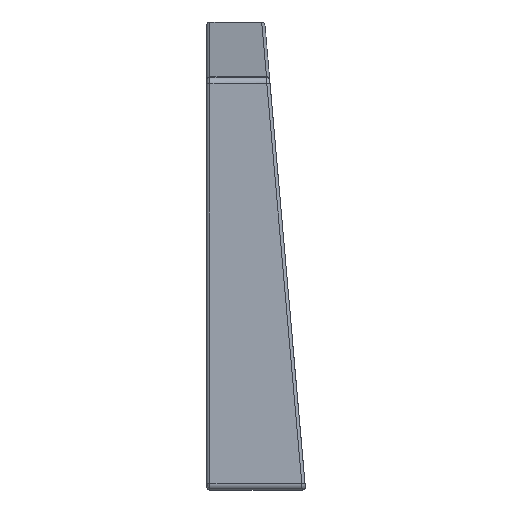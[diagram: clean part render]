
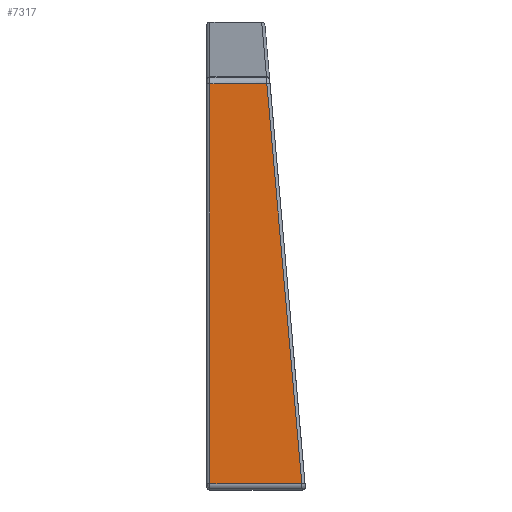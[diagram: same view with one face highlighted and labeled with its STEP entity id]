
A CAD part, left-side view. The second image highlights one B-rep face of the part: STEP entity #7317.
In plain terms, the highlighted planar face has unit normal (-1, 0, 0).
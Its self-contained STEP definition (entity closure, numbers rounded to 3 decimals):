
#232=PLANE('',#8080);
#759=FACE_OUTER_BOUND('',#1206,.T.);
#1206=EDGE_LOOP('',(#6550,#6551,#6552,#6553));
#1916=LINE('',#12366,#2627);
#1918=LINE('',#12396,#2629);
#1920=LINE('',#12402,#2631);
#1921=LINE('',#12403,#2632);
#2627=VECTOR('',#10148,10.);
#2629=VECTOR('',#10166,10.);
#2631=VECTOR('',#10172,10.);
#2632=VECTOR('',#10173,10.);
#3637=VERTEX_POINT('',#12360);
#3638=VERTEX_POINT('',#12364);
#3640=VERTEX_POINT('',#12395);
#3642=VERTEX_POINT('',#12401);
#4629=EDGE_CURVE('',#3638,#3637,#1916,.T.);
#4636=EDGE_CURVE('',#3637,#3640,#1918,.T.);
#4639=EDGE_CURVE('',#3642,#3638,#1920,.T.);
#4640=EDGE_CURVE('',#3640,#3642,#1921,.T.);
#6550=ORIENTED_EDGE('',*,*,#4629,.F.);
#6551=ORIENTED_EDGE('',*,*,#4639,.F.);
#6552=ORIENTED_EDGE('',*,*,#4640,.F.);
#6553=ORIENTED_EDGE('',*,*,#4636,.F.);
#7317=ADVANCED_FACE('',(#759),#232,.T.);
#8080=AXIS2_PLACEMENT_3D('',#12400,#10170,#10171);
#10148=DIRECTION('',(0.,0.,1.));
#10166=DIRECTION('',(0.,-1.,0.));
#10170=DIRECTION('center_axis',(-1.,0.,0.));
#10171=DIRECTION('ref_axis',(0.,0.,1.));
#10172=DIRECTION('',(0.,1.,0.));
#10173=DIRECTION('',(0.,-0.087,-0.996));
#12360=CARTESIAN_POINT('',(-163.332,8.,207.918));
#12364=CARTESIAN_POINT('',(-163.332,8.,83.627));
#12366=CARTESIAN_POINT('',(-163.332,8.,118.028));
#12395=CARTESIAN_POINT('',(-163.332,-9.678,207.918));
#12396=CARTESIAN_POINT('',(-163.332,1.5,207.918));
#12400=CARTESIAN_POINT('Origin',(-163.332,1.5,81.627));
#12401=CARTESIAN_POINT('',(-163.332,-20.552,83.627));
#12402=CARTESIAN_POINT('',(-163.332,1.5,83.627));
#12403=CARTESIAN_POINT('',(-163.332,-20.654,82.462));
